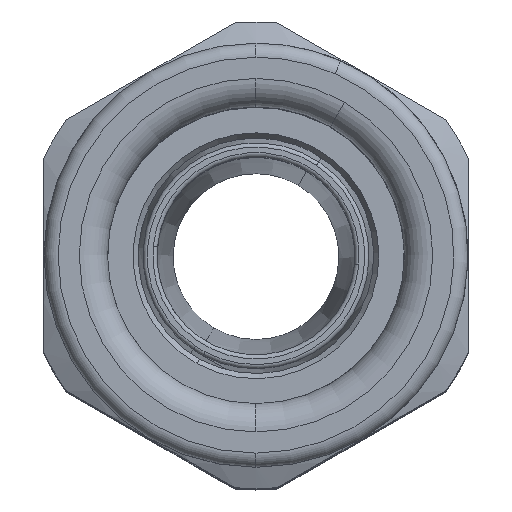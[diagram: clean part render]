
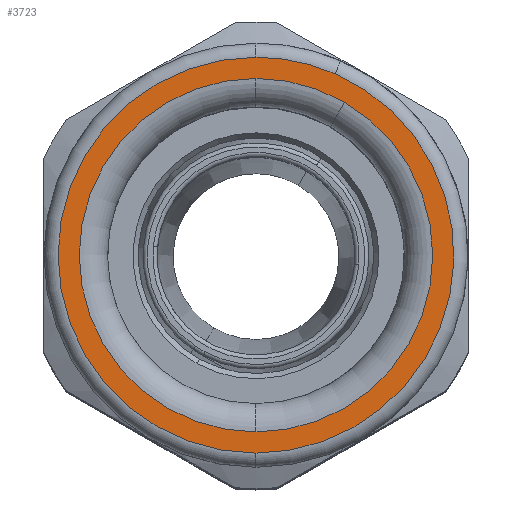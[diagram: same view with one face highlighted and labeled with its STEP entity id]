
A CAD part, top view. The second image highlights one B-rep face of the part: STEP entity #3723.
In plain terms, the highlighted planar face has unit normal (0, 0, 1).
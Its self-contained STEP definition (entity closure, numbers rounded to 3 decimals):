
#3564=AXIS2_PLACEMENT_3D('Circle Axis2P3D',#3562,#3563,$) ;
#3581=AXIS2_PLACEMENT_3D('Circle Axis2P3D',#3579,#3580,$) ;
#3605=AXIS2_PLACEMENT_3D('Circle Axis2P3D',#3603,#3604,$) ;
#3690=AXIS2_PLACEMENT_3D('Plane Axis2P3D',#3687,#3688,#3689) ;
#3699=AXIS2_PLACEMENT_3D('Circle Axis2P3D',#3697,#3698,$) ;
#3708=AXIS2_PLACEMENT_3D('Circle Axis2P3D',#3706,#3707,$) ;
#3715=AXIS2_PLACEMENT_3D('Circle Axis2P3D',#3713,#3714,$) ;
#3552=CARTESIAN_POINT('Vertex',(20.595,29.333,78.4)) ;
#3559=CARTESIAN_POINT('Vertex',(15.,30.5,78.4)) ;
#3562=CARTESIAN_POINT('Axis2P3D Location',(15.,16.5,78.4)) ;
#3579=CARTESIAN_POINT('Axis2P3D Location',(15.,16.5,78.4)) ;
#3583=CARTESIAN_POINT('Vertex',(15.,2.5,78.4)) ;
#3603=CARTESIAN_POINT('Axis2P3D Location',(15.,16.5,78.4)) ;
#3687=CARTESIAN_POINT('Axis2P3D Location',(15.,16.5,78.4)) ;
#3697=CARTESIAN_POINT('Axis2P3D Location',(15.,16.5,78.4)) ;
#3701=CARTESIAN_POINT('Vertex',(21.264,27.317,78.4)) ;
#3703=CARTESIAN_POINT('Vertex',(15.,29.,78.4)) ;
#3706=CARTESIAN_POINT('Axis2P3D Location',(15.,16.5,78.4)) ;
#3710=CARTESIAN_POINT('Vertex',(15.,4.,78.4)) ;
#3713=CARTESIAN_POINT('Axis2P3D Location',(15.,16.5,78.4)) ;
#3563=DIRECTION('Axis2P3D Direction',(0.,0.,1.)) ;
#3580=DIRECTION('Axis2P3D Direction',(0.,0.,1.)) ;
#3604=DIRECTION('Axis2P3D Direction',(0.,0.,1.)) ;
#3688=DIRECTION('Axis2P3D Direction',(0.,0.,1.)) ;
#3689=DIRECTION('Axis2P3D XDirection',(0.,1.,0.)) ;
#3698=DIRECTION('Axis2P3D Direction',(0.,0.,1.)) ;
#3707=DIRECTION('Axis2P3D Direction',(0.,0.,1.)) ;
#3714=DIRECTION('Axis2P3D Direction',(0.,0.,1.)) ;
#3693=ORIENTED_EDGE('',*,*,#3585,.T.) ;
#3694=ORIENTED_EDGE('',*,*,#3566,.T.) ;
#3695=ORIENTED_EDGE('',*,*,#3607,.T.) ;
#3719=ORIENTED_EDGE('',*,*,#3705,.F.) ;
#3720=ORIENTED_EDGE('',*,*,#3712,.F.) ;
#3721=ORIENTED_EDGE('',*,*,#3717,.F.) ;
#3722=FACE_BOUND('',#3718,.T.) ;
#3723=ADVANCED_FACE('PartBody',(#3696,#3722),#3691,.T.) ;
#3565=CIRCLE('generated circle',#3564,14.) ;
#3582=CIRCLE('generated circle',#3581,14.) ;
#3606=CIRCLE('generated circle',#3605,14.) ;
#3700=CIRCLE('generated circle',#3699,12.5) ;
#3709=CIRCLE('generated circle',#3708,12.5) ;
#3716=CIRCLE('generated circle',#3715,12.5) ;
#3566=EDGE_CURVE('',#3553,#3560,#3565,.T.) ;
#3585=EDGE_CURVE('',#3584,#3553,#3582,.T.) ;
#3607=EDGE_CURVE('',#3560,#3584,#3606,.T.) ;
#3705=EDGE_CURVE('',#3702,#3704,#3700,.T.) ;
#3712=EDGE_CURVE('',#3711,#3702,#3709,.T.) ;
#3717=EDGE_CURVE('',#3704,#3711,#3716,.T.) ;
#3692=EDGE_LOOP('',(#3693,#3694,#3695)) ;
#3718=EDGE_LOOP('',(#3719,#3720,#3721)) ;
#3696=FACE_OUTER_BOUND('',#3692,.T.) ;
#3691=PLANE('',#3690) ;
#3553=VERTEX_POINT('',#3552) ;
#3560=VERTEX_POINT('',#3559) ;
#3584=VERTEX_POINT('',#3583) ;
#3702=VERTEX_POINT('',#3701) ;
#3704=VERTEX_POINT('',#3703) ;
#3711=VERTEX_POINT('',#3710) ;
